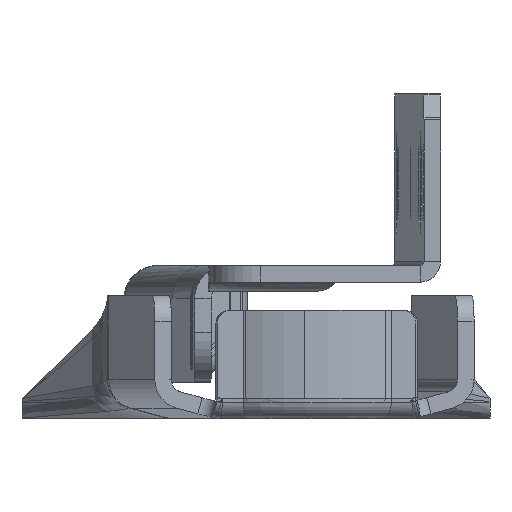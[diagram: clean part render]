
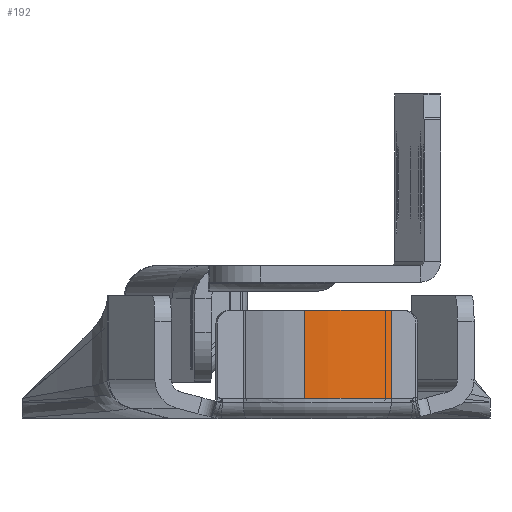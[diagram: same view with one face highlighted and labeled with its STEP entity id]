
A CAD part, left-side view. The second image highlights one B-rep face of the part: STEP entity #192.
In plain terms, the highlighted cylindrical face has radius 12.3 mm (diameter 24.6 mm), a partial arc.
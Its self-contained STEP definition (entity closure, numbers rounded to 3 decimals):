
#192 = ADVANCED_FACE ( 'NONE', ( #298 ), #6954, .T. ) ;
#285 = DIRECTION ( 'NONE',  ( 1., 0., 0. ) ) ;
#298 = FACE_OUTER_BOUND ( 'NONE', #9050, .T. ) ;
#2870 = ORIENTED_EDGE ( 'NONE', *, *, #9131, .T. ) ;
#3631 = LINE ( 'NONE', #18153, #6291 ) ;
#4198 = CARTESIAN_POINT ( 'NONE',  ( -347.958, -9.693, 7.2 ) ) ;
#4941 = LINE ( 'NONE', #11392, #7966 ) ;
#4953 = CIRCLE ( 'NONE', #16114, 12.3 ) ;
#5059 = DIRECTION ( 'NONE',  ( 0., 0., -1. ) ) ;
#5745 = CARTESIAN_POINT ( 'NONE',  ( -337.701, -2.904, 0.3 ) ) ;
#5981 = CARTESIAN_POINT ( 'NONE',  ( -350.001, -2.904, 7.2 ) ) ;
#6174 = EDGE_CURVE ( 'NONE', #18909, #18560, #3631, .T. ) ;
#6291 = VECTOR ( 'NONE', #11572, 1000. ) ;
#6954 = CYLINDRICAL_SURFACE ( 'NONE', #17146, 12.3 ) ;
#7633 = DIRECTION ( 'NONE',  ( 0., 0., 1. ) ) ;
#7966 = VECTOR ( 'NONE', #12882, 1000. ) ;
#8448 = CARTESIAN_POINT ( 'NONE',  ( -337.701, -2.904, 7.2 ) ) ;
#9050 = EDGE_LOOP ( 'NONE', ( #10543, #9466, #2870, #12166 ) ) ;
#9131 = EDGE_CURVE ( 'NONE', #18560, #17940, #13866, .T. ) ;
#9466 = ORIENTED_EDGE ( 'NONE', *, *, #6174, .T. ) ;
#10543 = ORIENTED_EDGE ( 'NONE', *, *, #15426, .F. ) ;
#10808 = VERTEX_POINT ( 'NONE', #4198 ) ;
#10985 = CARTESIAN_POINT ( 'NONE',  ( -350.001, -2.904, 0.3 ) ) ;
#11392 = CARTESIAN_POINT ( 'NONE',  ( -347.958, -9.693, 7.2 ) ) ;
#11572 = DIRECTION ( 'NONE',  ( 0., 0., -1. ) ) ;
#12166 = ORIENTED_EDGE ( 'NONE', *, *, #15316, .F. ) ;
#12882 = DIRECTION ( 'NONE',  ( 0., 0., -1. ) ) ;
#13866 = CIRCLE ( 'NONE', #19299, 12.3 ) ;
#14107 = DIRECTION ( 'NONE',  ( 1., 0., 0. ) ) ;
#14898 = DIRECTION ( 'NONE',  ( -1., 0., 0. ) ) ;
#15316 = EDGE_CURVE ( 'NONE', #10808, #17940, #4941, .T. ) ;
#15426 = EDGE_CURVE ( 'NONE', #18909, #10808, #4953, .T. ) ;
#16114 = AXIS2_PLACEMENT_3D ( 'NONE', #18402, #16394, #285 ) ;
#16394 = DIRECTION ( 'NONE',  ( 0., 0., 1. ) ) ;
#17146 = AXIS2_PLACEMENT_3D ( 'NONE', #8448, #5059, #14898 ) ;
#17940 = VERTEX_POINT ( 'NONE', #18073 ) ;
#18073 = CARTESIAN_POINT ( 'NONE',  ( -347.958, -9.693, 0.3 ) ) ;
#18153 = CARTESIAN_POINT ( 'NONE',  ( -350.001, -2.904, 7.2 ) ) ;
#18402 = CARTESIAN_POINT ( 'NONE',  ( -337.701, -2.904, 7.2 ) ) ;
#18560 = VERTEX_POINT ( 'NONE', #10985 ) ;
#18909 = VERTEX_POINT ( 'NONE', #5981 ) ;
#19299 = AXIS2_PLACEMENT_3D ( 'NONE', #5745, #7633, #14107 ) ;
